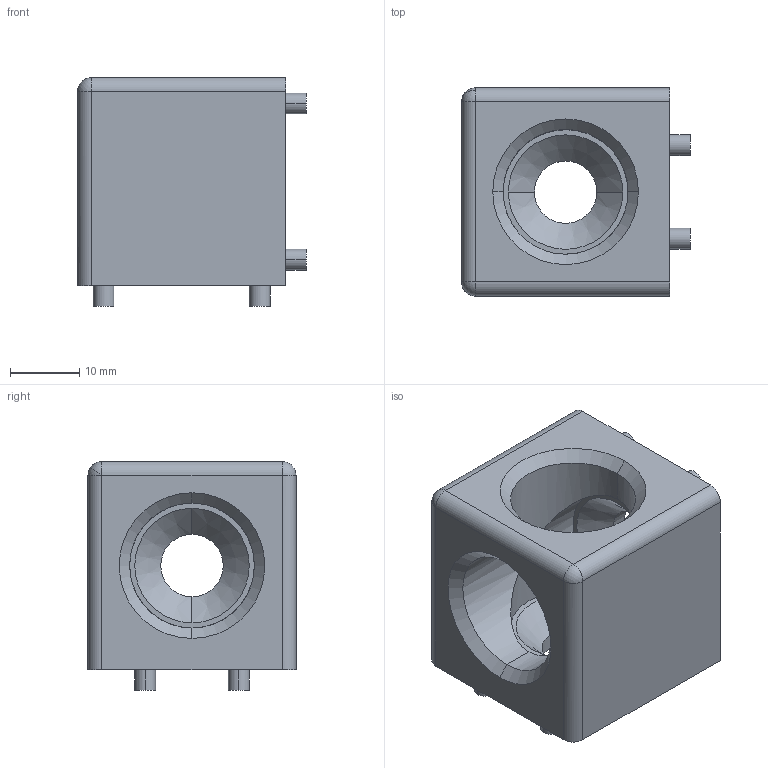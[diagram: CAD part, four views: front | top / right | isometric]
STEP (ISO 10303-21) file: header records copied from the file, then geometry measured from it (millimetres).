
FILE_DESCRIPTION(('STEP AP214'),'1');
FILE_NAME('cctmp_E3DA4930-0E37-49BF-939C-14C61FFA7DA7_2020_1_10_11_38_44_245..stp','2020-01-10T10:38:44',('Bosch Rexroth AG'),('CADClick - www.CADClick.com'),'Spatial InterOp 3D',' ','unknown authorization - (Healing Option Enabled)');
FILE_SCHEMA(('AUTOMOTIVE_DESIGN'));
Length unit declared in the file: millimetre
Products named in the file (1): 2020_01_10__11-38-44-244
Bounding box: 33 x 30 x 33 mm (x, y, z)
Volume: 17055.3 mm3; surface area: 6841.4 mm2
Topology: 1 solids, 1 shells, 64 faces, 138 edges, 84 vertices
Faces by surface type: cylinder 33, plane 19, cone 8, sphere 4
Entity records: 2290 total; most frequent: DIRECTION 332, CARTESIAN_POINT 311, ORIENTED_EDGE 276, EDGE_CURVE 138, AXIS2_PLACEMENT_3D 137, VERTEX_POINT 84, EDGE_LOOP 78, CIRCLE 72
